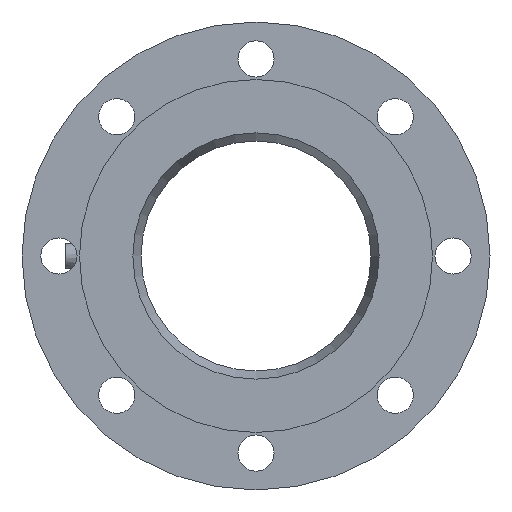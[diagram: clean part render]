
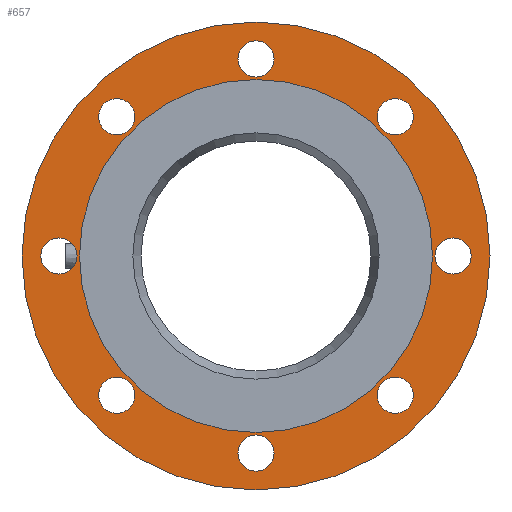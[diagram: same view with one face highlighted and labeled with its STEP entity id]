
A CAD part, left-side view. The second image highlights one B-rep face of the part: STEP entity #657.
In plain terms, the highlighted planar face has unit normal (-1, 0, 0).
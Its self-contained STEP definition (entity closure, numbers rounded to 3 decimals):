
#47=PLANE('',#747);
#80=FACE_BOUND('',#227,.T.);
#81=FACE_BOUND('',#228,.T.);
#82=FACE_BOUND('',#229,.T.);
#83=FACE_BOUND('',#230,.T.);
#84=FACE_BOUND('',#231,.T.);
#85=FACE_BOUND('',#232,.T.);
#86=FACE_BOUND('',#233,.T.);
#87=FACE_BOUND('',#234,.T.);
#88=FACE_BOUND('',#235,.T.);
#151=FACE_OUTER_BOUND('',#226,.T.);
#226=EDGE_LOOP('',(#539));
#227=EDGE_LOOP('',(#540));
#228=EDGE_LOOP('',(#541));
#229=EDGE_LOOP('',(#542));
#230=EDGE_LOOP('',(#543));
#231=EDGE_LOOP('',(#544));
#232=EDGE_LOOP('',(#545));
#233=EDGE_LOOP('',(#546));
#234=EDGE_LOOP('',(#547));
#235=EDGE_LOOP('',(#548));
#316=CIRCLE('',#704,11.);
#318=CIRCLE('',#707,11.);
#320=CIRCLE('',#710,11.);
#322=CIRCLE('',#713,11.);
#324=CIRCLE('',#716,11.);
#326=CIRCLE('',#719,11.);
#328=CIRCLE('',#722,11.);
#330=CIRCLE('',#725,11.);
#342=CIRCLE('',#746,107.5);
#343=CIRCLE('',#748,142.5);
#377=VERTEX_POINT('',#1059);
#379=VERTEX_POINT('',#1064);
#381=VERTEX_POINT('',#1069);
#383=VERTEX_POINT('',#1074);
#385=VERTEX_POINT('',#1079);
#387=VERTEX_POINT('',#1084);
#389=VERTEX_POINT('',#1089);
#391=VERTEX_POINT('',#1094);
#403=VERTEX_POINT('',#1127);
#404=VERTEX_POINT('',#1130);
#440=EDGE_CURVE('',#377,#377,#316,.T.);
#442=EDGE_CURVE('',#379,#379,#318,.T.);
#444=EDGE_CURVE('',#381,#381,#320,.T.);
#446=EDGE_CURVE('',#383,#383,#322,.T.);
#448=EDGE_CURVE('',#385,#385,#324,.T.);
#450=EDGE_CURVE('',#387,#387,#326,.T.);
#452=EDGE_CURVE('',#389,#389,#328,.T.);
#454=EDGE_CURVE('',#391,#391,#330,.T.);
#466=EDGE_CURVE('',#403,#403,#342,.T.);
#467=EDGE_CURVE('',#404,#404,#343,.T.);
#539=ORIENTED_EDGE('',*,*,#467,.F.);
#540=ORIENTED_EDGE('',*,*,#440,.T.);
#541=ORIENTED_EDGE('',*,*,#442,.T.);
#542=ORIENTED_EDGE('',*,*,#444,.T.);
#543=ORIENTED_EDGE('',*,*,#446,.T.);
#544=ORIENTED_EDGE('',*,*,#448,.T.);
#545=ORIENTED_EDGE('',*,*,#450,.T.);
#546=ORIENTED_EDGE('',*,*,#452,.T.);
#547=ORIENTED_EDGE('',*,*,#454,.T.);
#548=ORIENTED_EDGE('',*,*,#466,.T.);
#657=ADVANCED_FACE('',(#151,#80,#81,#82,#83,#84,#85,#86,#87,#88),#47,.T.);
#704=AXIS2_PLACEMENT_3D('',#1060,#830,#831);
#707=AXIS2_PLACEMENT_3D('',#1065,#836,#837);
#710=AXIS2_PLACEMENT_3D('',#1070,#842,#843);
#713=AXIS2_PLACEMENT_3D('',#1075,#848,#849);
#716=AXIS2_PLACEMENT_3D('',#1080,#854,#855);
#719=AXIS2_PLACEMENT_3D('',#1085,#860,#861);
#722=AXIS2_PLACEMENT_3D('',#1090,#866,#867);
#725=AXIS2_PLACEMENT_3D('',#1095,#872,#873);
#746=AXIS2_PLACEMENT_3D('',#1128,#914,#915);
#747=AXIS2_PLACEMENT_3D('',#1129,#916,#917);
#748=AXIS2_PLACEMENT_3D('',#1131,#918,#919);
#830=DIRECTION('center_axis',(1.,0.,0.));
#831=DIRECTION('ref_axis',(0.,-0.707,-0.707));
#836=DIRECTION('center_axis',(1.,0.,0.));
#837=DIRECTION('ref_axis',(0.,-1.,0.));
#842=DIRECTION('center_axis',(1.,0.,0.));
#843=DIRECTION('ref_axis',(0.,-0.707,0.707));
#848=DIRECTION('center_axis',(1.,0.,0.));
#849=DIRECTION('ref_axis',(0.,0.,1.));
#854=DIRECTION('center_axis',(1.,0.,0.));
#855=DIRECTION('ref_axis',(0.,0.707,0.707));
#860=DIRECTION('center_axis',(1.,0.,0.));
#861=DIRECTION('ref_axis',(0.,1.,0.));
#866=DIRECTION('center_axis',(1.,0.,0.));
#867=DIRECTION('ref_axis',(0.,0.707,-0.707));
#872=DIRECTION('center_axis',(1.,0.,0.));
#873=DIRECTION('ref_axis',(0.,0.,-1.));
#914=DIRECTION('center_axis',(1.,0.,0.));
#915=DIRECTION('ref_axis',(0.,0.,-1.));
#916=DIRECTION('center_axis',(-1.,0.,0.));
#917=DIRECTION('ref_axis',(0.,0.,1.));
#918=DIRECTION('center_axis',(1.,0.,0.));
#919=DIRECTION('ref_axis',(0.,0.,-1.));
#1059=CARTESIAN_POINT('',(-170.,92.631,-77.075));
#1060=CARTESIAN_POINT('Origin',(-170.,84.853,-84.853));
#1064=CARTESIAN_POINT('',(-170.,11.,-120.));
#1065=CARTESIAN_POINT('Origin',(-170.,0.,-120.));
#1069=CARTESIAN_POINT('',(-170.,-77.075,-92.631));
#1070=CARTESIAN_POINT('Origin',(-170.,-84.853,-84.853));
#1074=CARTESIAN_POINT('',(-170.,-120.,-11.));
#1075=CARTESIAN_POINT('Origin',(-170.,-120.,0.));
#1079=CARTESIAN_POINT('',(-170.,-92.631,77.075));
#1080=CARTESIAN_POINT('Origin',(-170.,-84.853,84.853));
#1084=CARTESIAN_POINT('',(-170.,-11.,120.));
#1085=CARTESIAN_POINT('Origin',(-170.,0.,120.));
#1089=CARTESIAN_POINT('',(-170.,77.075,92.631));
#1090=CARTESIAN_POINT('Origin',(-170.,84.853,84.853));
#1094=CARTESIAN_POINT('',(-170.,120.,11.));
#1095=CARTESIAN_POINT('Origin',(-170.,120.,0.));
#1127=CARTESIAN_POINT('',(-170.,107.5,0.));
#1128=CARTESIAN_POINT('Origin',(-170.,0.,0.));
#1129=CARTESIAN_POINT('Origin',(-170.,142.5,0.));
#1130=CARTESIAN_POINT('',(-170.,142.5,0.));
#1131=CARTESIAN_POINT('Origin',(-170.,0.,0.));
